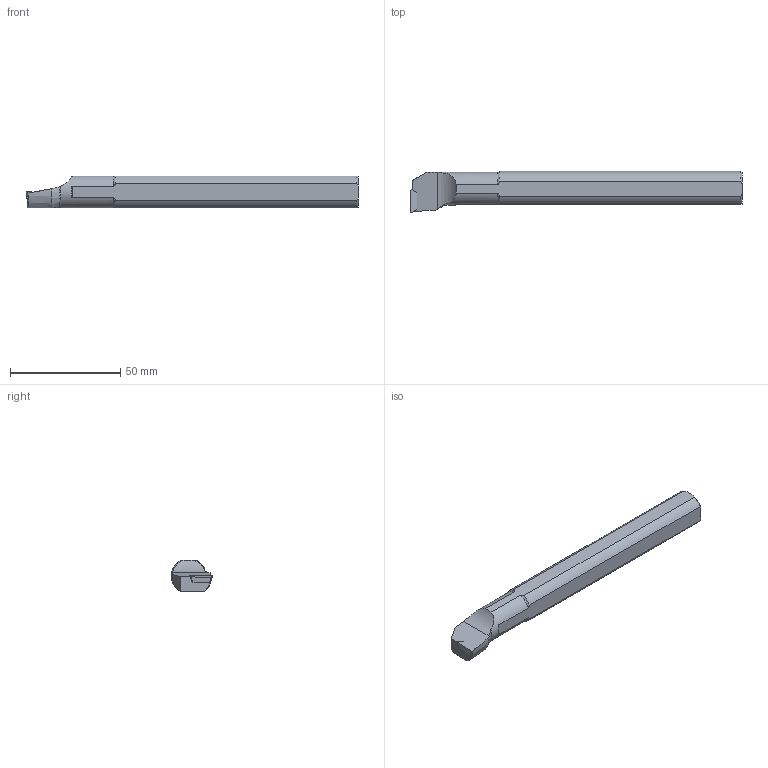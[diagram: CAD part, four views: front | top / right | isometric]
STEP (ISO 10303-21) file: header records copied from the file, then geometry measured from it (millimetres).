
FILE_DESCRIPTION(/* description */ (''),/* implementation_level */ '2;1');
FILE_NAME(/* name */ 'S16MCTFPR11_SIM.stp',/* time_stamp */ '2022-01-13T13:18:37+01:00',/* author */ (''),/* organization */ (''),/* preprocessor_version */ 'ST-DEVELOPER v16.7',/* originating_system */ 'SIEMENS PLM Software NX 12.0',/* authorisation */ '');
FILE_SCHEMA (('AUTOMOTIVE_DESIGN { 1 0 10303 214 3 1 1 1 }'));
Length unit declared in the file: millimetre
Products named in the file (1): model1
Bounding box: 150.55 x 18.81 x 14.5 mm (x, y, z)
Volume: 26860.9 mm3; surface area: 7737.1 mm2
Topology: 2 solids, 2 shells, 32 faces, 84 edges, 56 vertices
Faces by surface type: plane 12, cylinder 10, cone 5, torus 4, bspline 1
Entity records: 1142 total; most frequent: CARTESIAN_POINT 345, ORIENTED_EDGE 168, DIRECTION 148, EDGE_CURVE 84, AXIS2_PLACEMENT_3D 57, VERTEX_POINT 56, LINE 34, VECTOR 34
